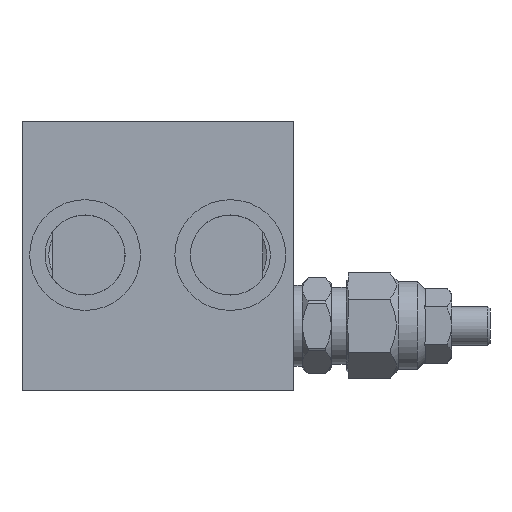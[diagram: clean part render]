
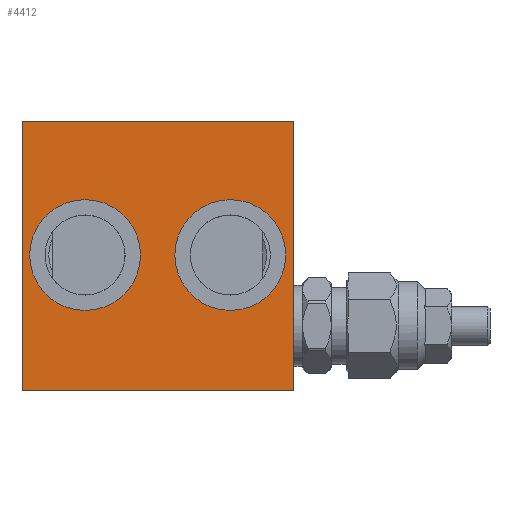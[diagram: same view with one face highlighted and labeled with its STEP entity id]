
A CAD part, left-side view. The second image highlights one B-rep face of the part: STEP entity #4412.
In plain terms, the highlighted planar face has unit normal (-1, 0, 0).
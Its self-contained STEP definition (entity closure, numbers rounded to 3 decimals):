
#360=LINE('',#8664,#574);
#364=LINE('',#8673,#578);
#366=LINE('',#8677,#580);
#368=LINE('',#8680,#582);
#574=VECTOR('',#6111,1000.);
#578=VECTOR('',#6117,1000.);
#580=VECTOR('',#6121,1000.);
#582=VECTOR('',#6125,1000.);
#712=PLANE('',#4957);
#1682=ORIENTED_EDGE('',*,*,#2202,.T.);
#1683=ORIENTED_EDGE('',*,*,#2171,.T.);
#1684=ORIENTED_EDGE('',*,*,#2452,.T.);
#1685=ORIENTED_EDGE('',*,*,#2448,.F.);
#1686=ORIENTED_EDGE('',*,*,#2450,.F.);
#1687=ORIENTED_EDGE('',*,*,#2444,.F.);
#2171=EDGE_CURVE('',#2674,#2674,#2994,.T.);
#2202=EDGE_CURVE('',#2702,#2702,#3007,.T.);
#2444=EDGE_CURVE('',#2907,#2908,#360,.T.);
#2448=EDGE_CURVE('',#2911,#2912,#364,.T.);
#2450=EDGE_CURVE('',#2908,#2911,#366,.T.);
#2452=EDGE_CURVE('',#2907,#2912,#368,.T.);
#2674=VERTEX_POINT('',#7423);
#2702=VERTEX_POINT('',#7690);
#2907=VERTEX_POINT('',#8663);
#2908=VERTEX_POINT('',#8665);
#2911=VERTEX_POINT('',#8672);
#2912=VERTEX_POINT('',#8674);
#2994=CIRCLE('',#4670,14.5);
#3007=CIRCLE('',#4692,14.5);
#3528=EDGE_LOOP('',(#1682));
#3529=EDGE_LOOP('',(#1683));
#3530=EDGE_LOOP('',(#1684,#1685,#1686,#1687));
#4002=FACE_BOUND('',#3528,.T.);
#4003=FACE_BOUND('',#3529,.T.);
#4004=FACE_BOUND('',#3530,.T.);
#4412=ADVANCED_FACE('',(#4002,#4003,#4004),#712,.F.);
#4670=AXIS2_PLACEMENT_3D('',#7422,#5473,#5474);
#4692=AXIS2_PLACEMENT_3D('',#7689,#5521,#5522);
#4957=AXIS2_PLACEMENT_3D('',#8679,#6123,#6124);
#5473=DIRECTION('',(1.,0.,0.));
#5474=DIRECTION('',(0.,1.,0.));
#5521=DIRECTION('',(1.,0.,0.));
#5522=DIRECTION('',(0.,1.,0.));
#6111=DIRECTION('',(0.,-1.,0.));
#6117=DIRECTION('',(0.,1.,0.));
#6121=DIRECTION('',(0.,0.,-1.));
#6123=DIRECTION('',(1.,0.,0.));
#6124=DIRECTION('',(0.,0.,-1.));
#6125=DIRECTION('',(0.,0.,-1.));
#7422=CARTESIAN_POINT('',(655.5,54.5,80.5));
#7423=CARTESIAN_POINT('',(655.5,69.,80.5));
#7689=CARTESIAN_POINT('',(655.5,16.5,80.5));
#7690=CARTESIAN_POINT('',(655.5,31.,80.5));
#8663=CARTESIAN_POINT('',(655.5,71.,115.5));
#8664=CARTESIAN_POINT('',(655.5,35.5,115.5));
#8665=CARTESIAN_POINT('',(655.5,0.,115.5));
#8672=CARTESIAN_POINT('',(655.5,0.,45.));
#8673=CARTESIAN_POINT('',(655.5,35.5,45.));
#8674=CARTESIAN_POINT('',(655.5,71.,45.));
#8677=CARTESIAN_POINT('',(655.5,0.,80.25));
#8679=CARTESIAN_POINT('',(655.5,35.5,80.25));
#8680=CARTESIAN_POINT('',(655.5,71.,80.25));
